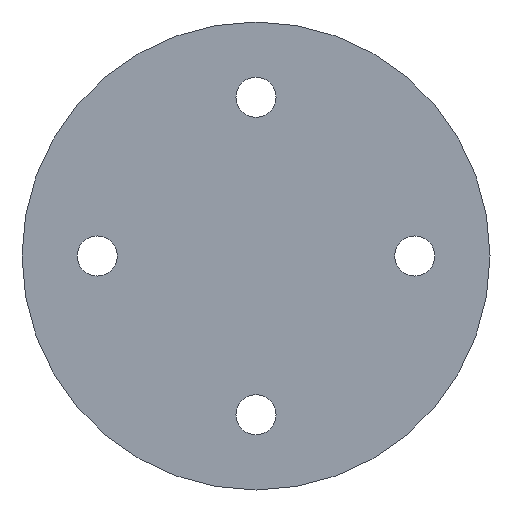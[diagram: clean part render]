
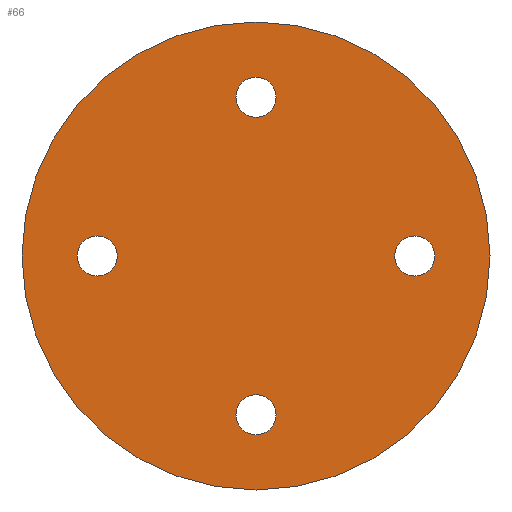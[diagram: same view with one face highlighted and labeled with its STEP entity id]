
A CAD part, front view. The second image highlights one B-rep face of the part: STEP entity #66.
In plain terms, the highlighted planar face has unit normal (0, -1, 0).
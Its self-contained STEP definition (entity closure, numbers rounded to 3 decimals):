
#3 = ORIENTED_EDGE ( 'NONE', *, *, #279, .T. ) ;
#11 = ORIENTED_EDGE ( 'NONE', *, *, #101, .F. ) ;
#16 = CARTESIAN_POINT ( 'NONE',  ( 0., 0., 23.75 ) ) ;
#18 = DIRECTION ( 'NONE',  ( 0., 0., 1. ) ) ;
#25 = CARTESIAN_POINT ( 'NONE',  ( 0., 0., -20.75 ) ) ;
#28 = CARTESIAN_POINT ( 'NONE',  ( 0., 0., 23.75 ) ) ;
#31 = VERTEX_POINT ( 'NONE', #25 ) ;
#34 = CIRCLE ( 'NONE', #309, 3. ) ;
#40 = DIRECTION ( 'NONE',  ( 0., 1., 0. ) ) ;
#44 = EDGE_LOOP ( 'NONE', ( #196, #11 ) ) ;
#50 = EDGE_CURVE ( 'NONE', #166, #225, #34, .T. ) ;
#54 = DIRECTION ( 'NONE',  ( 0., 0., 1. ) ) ;
#59 = CARTESIAN_POINT ( 'NONE',  ( 0., 0., 0. ) ) ;
#61 = CARTESIAN_POINT ( 'NONE',  ( 0., 0., 0. ) ) ;
#64 = CARTESIAN_POINT ( 'NONE',  ( 0., 0., -26.75 ) ) ;
#66 = ADVANCED_FACE ( 'NONE', ( #416, #295, #84, #420, #122 ), #183, .F. ) ;
#68 = CIRCLE ( 'NONE', #287, 3. ) ;
#71 = VERTEX_POINT ( 'NONE', #327 ) ;
#75 = EDGE_CURVE ( 'NONE', #71, #200, #209, .T. ) ;
#81 = EDGE_CURVE ( 'NONE', #344, #167, #68, .T. ) ;
#84 = FACE_BOUND ( 'NONE', #338, .T. ) ;
#86 = CARTESIAN_POINT ( 'NONE',  ( 0., 0., 35. ) ) ;
#90 = DIRECTION ( 'NONE',  ( 0., 1., 0. ) ) ;
#93 = VERTEX_POINT ( 'NONE', #86 ) ;
#96 = EDGE_LOOP ( 'NONE', ( #264, #214 ) ) ;
#101 = EDGE_CURVE ( 'NONE', #93, #151, #426, .T. ) ;
#108 = AXIS2_PLACEMENT_3D ( 'NONE', #394, #296, #325 ) ;
#109 = EDGE_CURVE ( 'NONE', #167, #344, #340, .T. ) ;
#111 = AXIS2_PLACEMENT_3D ( 'NONE', #346, #152, #381 ) ;
#115 = ORIENTED_EDGE ( 'NONE', *, *, #430, .T. ) ;
#118 = EDGE_CURVE ( 'NONE', #225, #166, #395, .T. ) ;
#121 = CIRCLE ( 'NONE', #175, 3. ) ;
#122 = FACE_OUTER_BOUND ( 'NONE', #44, .T. ) ;
#130 = DIRECTION ( 'NONE',  ( 0., 1., 0. ) ) ;
#135 = AXIS2_PLACEMENT_3D ( 'NONE', #59, #390, #332 ) ;
#142 = EDGE_CURVE ( 'NONE', #151, #93, #202, .T. ) ;
#146 = AXIS2_PLACEMENT_3D ( 'NONE', #222, #268, #161 ) ;
#151 = VERTEX_POINT ( 'NONE', #331 ) ;
#152 = DIRECTION ( 'NONE',  ( 0., 1., 0. ) ) ;
#155 = DIRECTION ( 'NONE',  ( 0., 0., 1. ) ) ;
#158 = CARTESIAN_POINT ( 'NONE',  ( 0., 0., -23.75 ) ) ;
#161 = DIRECTION ( 'NONE',  ( 0., 0., 1. ) ) ;
#166 = VERTEX_POINT ( 'NONE', #364 ) ;
#167 = VERTEX_POINT ( 'NONE', #233 ) ;
#175 = AXIS2_PLACEMENT_3D ( 'NONE', #158, #425, #303 ) ;
#176 = DIRECTION ( 'NONE',  ( 0., 0., 1. ) ) ;
#180 = AXIS2_PLACEMENT_3D ( 'NONE', #28, #398, #195 ) ;
#182 = VERTEX_POINT ( 'NONE', #64 ) ;
#183 = PLANE ( 'NONE',  #108 ) ;
#188 = CARTESIAN_POINT ( 'NONE',  ( -23.75, 0., 0. ) ) ;
#195 = DIRECTION ( 'NONE',  ( 0., 0., 1. ) ) ;
#196 = ORIENTED_EDGE ( 'NONE', *, *, #142, .F. ) ;
#197 = EDGE_CURVE ( 'NONE', #200, #71, #365, .T. ) ;
#200 = VERTEX_POINT ( 'NONE', #211 ) ;
#202 = CIRCLE ( 'NONE', #265, 35. ) ;
#209 = CIRCLE ( 'NONE', #373, 3. ) ;
#211 = CARTESIAN_POINT ( 'NONE',  ( -23.75, 0., -3. ) ) ;
#214 = ORIENTED_EDGE ( 'NONE', *, *, #118, .T. ) ;
#220 = CARTESIAN_POINT ( 'NONE',  ( 0., 0., 20.75 ) ) ;
#222 = CARTESIAN_POINT ( 'NONE',  ( 23.75, 0., 0. ) ) ;
#225 = VERTEX_POINT ( 'NONE', #220 ) ;
#226 = CARTESIAN_POINT ( 'NONE',  ( -23.75, 0., 0. ) ) ;
#233 = CARTESIAN_POINT ( 'NONE',  ( 23.75, 0., -3. ) ) ;
#245 = ORIENTED_EDGE ( 'NONE', *, *, #75, .T. ) ;
#253 = EDGE_LOOP ( 'NONE', ( #245, #308 ) ) ;
#255 = ORIENTED_EDGE ( 'NONE', *, *, #81, .T. ) ;
#260 = CARTESIAN_POINT ( 'NONE',  ( 23.75, 0., 0. ) ) ;
#264 = ORIENTED_EDGE ( 'NONE', *, *, #50, .T. ) ;
#265 = AXIS2_PLACEMENT_3D ( 'NONE', #61, #130, #54 ) ;
#268 = DIRECTION ( 'NONE',  ( 0., 1., 0. ) ) ;
#279 = EDGE_CURVE ( 'NONE', #31, #182, #121, .T. ) ;
#287 = AXIS2_PLACEMENT_3D ( 'NONE', #260, #301, #18 ) ;
#295 = FACE_BOUND ( 'NONE', #319, .T. ) ;
#296 = DIRECTION ( 'NONE',  ( 0., 1., 0. ) ) ;
#300 = AXIS2_PLACEMENT_3D ( 'NONE', #226, #40, #176 ) ;
#301 = DIRECTION ( 'NONE',  ( 0., 1., 0. ) ) ;
#303 = DIRECTION ( 'NONE',  ( 0., 0., 1. ) ) ;
#308 = ORIENTED_EDGE ( 'NONE', *, *, #197, .T. ) ;
#309 = AXIS2_PLACEMENT_3D ( 'NONE', #16, #360, #155 ) ;
#319 = EDGE_LOOP ( 'NONE', ( #255, #369 ) ) ;
#325 = DIRECTION ( 'NONE',  ( 0., 0., 1. ) ) ;
#327 = CARTESIAN_POINT ( 'NONE',  ( -23.75, 0., 3. ) ) ;
#331 = CARTESIAN_POINT ( 'NONE',  ( 0., 0., -35. ) ) ;
#332 = DIRECTION ( 'NONE',  ( 0., 0., 1. ) ) ;
#338 = EDGE_LOOP ( 'NONE', ( #3, #115 ) ) ;
#340 = CIRCLE ( 'NONE', #146, 3. ) ;
#344 = VERTEX_POINT ( 'NONE', #411 ) ;
#346 = CARTESIAN_POINT ( 'NONE',  ( 0., 0., -23.75 ) ) ;
#360 = DIRECTION ( 'NONE',  ( 0., 1., 0. ) ) ;
#364 = CARTESIAN_POINT ( 'NONE',  ( 0., 0., 26.75 ) ) ;
#365 = CIRCLE ( 'NONE', #300, 3. ) ;
#369 = ORIENTED_EDGE ( 'NONE', *, *, #109, .T. ) ;
#373 = AXIS2_PLACEMENT_3D ( 'NONE', #188, #90, #423 ) ;
#381 = DIRECTION ( 'NONE',  ( 0., 0., 1. ) ) ;
#390 = DIRECTION ( 'NONE',  ( 0., 1., 0. ) ) ;
#394 = CARTESIAN_POINT ( 'NONE',  ( 0., 0., 0. ) ) ;
#395 = CIRCLE ( 'NONE', #180, 3. ) ;
#398 = DIRECTION ( 'NONE',  ( 0., 1., 0. ) ) ;
#411 = CARTESIAN_POINT ( 'NONE',  ( 23.75, 0., 3. ) ) ;
#416 = FACE_BOUND ( 'NONE', #253, .T. ) ;
#420 = FACE_BOUND ( 'NONE', #96, .T. ) ;
#423 = DIRECTION ( 'NONE',  ( 0., 0., 1. ) ) ;
#425 = DIRECTION ( 'NONE',  ( 0., 1., 0. ) ) ;
#426 = CIRCLE ( 'NONE', #135, 35. ) ;
#430 = EDGE_CURVE ( 'NONE', #182, #31, #435, .T. ) ;
#435 = CIRCLE ( 'NONE', #111, 3. ) ;
